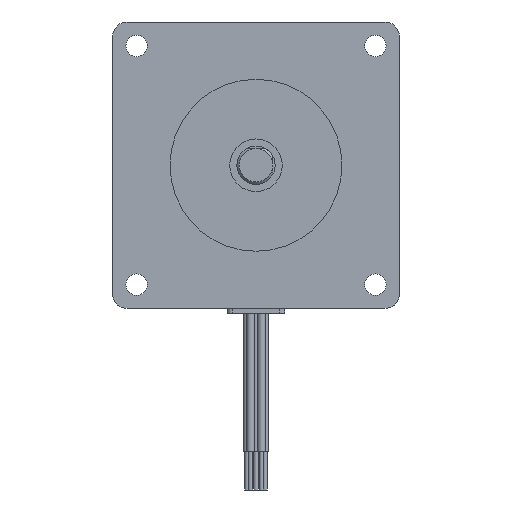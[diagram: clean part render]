
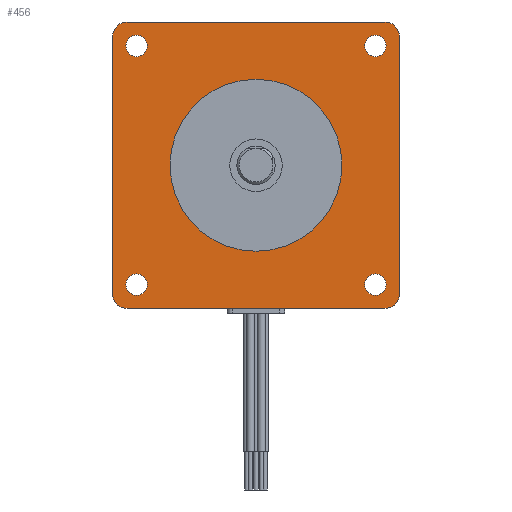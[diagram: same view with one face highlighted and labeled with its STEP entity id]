
A CAD part, front view. The second image highlights one B-rep face of the part: STEP entity #456.
In plain terms, the highlighted planar face has unit normal (0, -1, 0).
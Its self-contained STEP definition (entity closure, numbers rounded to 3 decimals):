
#456 = ADVANCED_FACE( '', ( #1014, #1015, #1016, #1017, #1018, #1019 ), #1020, .F. );
#1014 = FACE_OUTER_BOUND( '', #1737, .T. );
#1015 = FACE_BOUND( '', #1738, .T. );
#1016 = FACE_BOUND( '', #1739, .T. );
#1017 = FACE_BOUND( '', #1740, .T. );
#1018 = FACE_BOUND( '', #1741, .T. );
#1019 = FACE_BOUND( '', #1742, .T. );
#1020 = PLANE( '', #1743 );
#1737 = EDGE_LOOP( '', ( #2790, #2791, #2792, #2793, #2794, #2795, #2796, #2797 ) );
#1738 = EDGE_LOOP( '', ( #2798 ) );
#1739 = EDGE_LOOP( '', ( #2799 ) );
#1740 = EDGE_LOOP( '', ( #2800 ) );
#1741 = EDGE_LOOP( '', ( #2801 ) );
#1742 = EDGE_LOOP( '', ( #2802 ) );
#1743 = AXIS2_PLACEMENT_3D( '', #2803, #2804, #2805 );
#2790 = ORIENTED_EDGE( '', *, *, #4355, .T. );
#2791 = ORIENTED_EDGE( '', *, *, #4356, .F. );
#2792 = ORIENTED_EDGE( '', *, *, #4269, .T. );
#2793 = ORIENTED_EDGE( '', *, *, #4357, .F. );
#2794 = ORIENTED_EDGE( '', *, *, #4358, .T. );
#2795 = ORIENTED_EDGE( '', *, *, #4359, .F. );
#2796 = ORIENTED_EDGE( '', *, *, #4090, .T. );
#2797 = ORIENTED_EDGE( '', *, *, #4316, .F. );
#2798 = ORIENTED_EDGE( '', *, *, #4049, .T. );
#2799 = ORIENTED_EDGE( '', *, *, #4360, .T. );
#2800 = ORIENTED_EDGE( '', *, *, #4361, .T. );
#2801 = ORIENTED_EDGE( '', *, *, #4362, .T. );
#2802 = ORIENTED_EDGE( '', *, *, #4363, .T. );
#2803 = CARTESIAN_POINT( '', ( 0., 0., 0. ) );
#2804 = DIRECTION( '', ( 0., 1., 0. ) );
#2805 = DIRECTION( '', ( 1., 0., 0. ) );
#4049 = EDGE_CURVE( '', #4748, #4748, #4749, .T. );
#4090 = EDGE_CURVE( '', #4822, #4820, #4823, .T. );
#4269 = EDGE_CURVE( '', #5120, #5118, #5121, .T. );
#4316 = EDGE_CURVE( '', #5198, #4820, #5199, .T. );
#4355 = EDGE_CURVE( '', #5198, #5256, #5257, .T. );
#4356 = EDGE_CURVE( '', #5120, #5256, #5258, .T. );
#4357 = EDGE_CURVE( '', #5259, #5118, #5260, .T. );
#4358 = EDGE_CURVE( '', #5259, #5261, #5262, .T. );
#4359 = EDGE_CURVE( '', #4822, #5261, #5263, .T. );
#4360 = EDGE_CURVE( '', #5264, #5264, #5265, .T. );
#4361 = EDGE_CURVE( '', #5266, #5266, #5267, .T. );
#4362 = EDGE_CURVE( '', #5268, #5268, #5269, .T. );
#4363 = EDGE_CURVE( '', #5270, #5270, #5271, .T. );
#4748 = VERTEX_POINT( '', #5771 );
#4749 = CIRCLE( '', #5772, 2.25 );
#4820 = VERTEX_POINT( '', #5855 );
#4822 = VERTEX_POINT( '', #5858 );
#4823 = CIRCLE( '', #5859, 3. );
#5118 = VERTEX_POINT( '', #6266 );
#5120 = VERTEX_POINT( '', #6269 );
#5121 = CIRCLE( '', #6270, 3. );
#5198 = VERTEX_POINT( '', #6363 );
#5199 = LINE( '', #6364, #6365 );
#5256 = VERTEX_POINT( '', #6447 );
#5257 = CIRCLE( '', #6448, 3. );
#5258 = LINE( '', #6449, #6450 );
#5259 = VERTEX_POINT( '', #6451 );
#5260 = LINE( '', #6452, #6453 );
#5261 = VERTEX_POINT( '', #6454 );
#5262 = CIRCLE( '', #6455, 3. );
#5263 = LINE( '', #6456, #6457 );
#5264 = VERTEX_POINT( '', #6458 );
#5265 = CIRCLE( '', #6459, 2.25 );
#5266 = VERTEX_POINT( '', #6460 );
#5267 = CIRCLE( '', #6461, 2.25 );
#5268 = VERTEX_POINT( '', #6462 );
#5269 = CIRCLE( '', #6463, 2.25 );
#5270 = VERTEX_POINT( '', #6464 );
#5271 = CIRCLE( '', #6465, 18. );
#5771 = CARTESIAN_POINT( '', ( 25., 0., -22.75 ) );
#5772 = AXIS2_PLACEMENT_3D( '', #7155, #7156, #7157 );
#5855 = CARTESIAN_POINT( '', ( -30., 0., 27. ) );
#5858 = CARTESIAN_POINT( '', ( -27., 0., 30. ) );
#5859 = AXIS2_PLACEMENT_3D( '', #7225, #7226, #7227 );
#6266 = CARTESIAN_POINT( '', ( 30., 0., -27. ) );
#6269 = CARTESIAN_POINT( '', ( 27., 0., -30. ) );
#6270 = AXIS2_PLACEMENT_3D( '', #7476, #7477, #7478 );
#6363 = CARTESIAN_POINT( '', ( -30., 0., -27. ) );
#6364 = CARTESIAN_POINT( '', ( -30., 0., -30. ) );
#6365 = VECTOR( '', #7552, 1000. );
#6447 = CARTESIAN_POINT( '', ( -27., 0., -30. ) );
#6448 = AXIS2_PLACEMENT_3D( '', #7601, #7602, #7603 );
#6449 = CARTESIAN_POINT( '', ( 30., 0., -30. ) );
#6450 = VECTOR( '', #7604, 1000. );
#6451 = CARTESIAN_POINT( '', ( 30., 0., 27. ) );
#6452 = CARTESIAN_POINT( '', ( 30., 0., 30. ) );
#6453 = VECTOR( '', #7605, 1000. );
#6454 = CARTESIAN_POINT( '', ( 27., 0., 30. ) );
#6455 = AXIS2_PLACEMENT_3D( '', #7606, #7607, #7608 );
#6456 = CARTESIAN_POINT( '', ( -30., 0., 30. ) );
#6457 = VECTOR( '', #7609, 1000. );
#6458 = CARTESIAN_POINT( '', ( -25., 0., -22.75 ) );
#6459 = AXIS2_PLACEMENT_3D( '', #7610, #7611, #7612 );
#6460 = CARTESIAN_POINT( '', ( -25., 0., 27.25 ) );
#6461 = AXIS2_PLACEMENT_3D( '', #7613, #7614, #7615 );
#6462 = CARTESIAN_POINT( '', ( 25., 0., 27.25 ) );
#6463 = AXIS2_PLACEMENT_3D( '', #7616, #7617, #7618 );
#6464 = CARTESIAN_POINT( '', ( 0., 0., 18. ) );
#6465 = AXIS2_PLACEMENT_3D( '', #7619, #7620, #7621 );
#7155 = CARTESIAN_POINT( '', ( 25., 0., -25. ) );
#7156 = DIRECTION( '', ( 0., 1., 0. ) );
#7157 = DIRECTION( '', ( 0., 0., 1. ) );
#7225 = CARTESIAN_POINT( '', ( -27., 0., 27. ) );
#7226 = DIRECTION( '', ( 0., -1., 0. ) );
#7227 = DIRECTION( '', ( 0., 0., 1. ) );
#7476 = CARTESIAN_POINT( '', ( 27., 0., -27. ) );
#7477 = DIRECTION( '', ( 0., -1., 0. ) );
#7478 = DIRECTION( '', ( 0., 0., 1. ) );
#7552 = DIRECTION( '', ( 0., 0., 1. ) );
#7601 = CARTESIAN_POINT( '', ( -27., 0., -27. ) );
#7602 = DIRECTION( '', ( 0., -1., 0. ) );
#7603 = DIRECTION( '', ( 0., 0., 1. ) );
#7604 = DIRECTION( '', ( -1., 0., 0. ) );
#7605 = DIRECTION( '', ( 0., 0., -1. ) );
#7606 = CARTESIAN_POINT( '', ( 27., 0., 27. ) );
#7607 = DIRECTION( '', ( 0., -1., 0. ) );
#7608 = DIRECTION( '', ( 0., 0., 1. ) );
#7609 = DIRECTION( '', ( 1., 0., 0. ) );
#7610 = CARTESIAN_POINT( '', ( -25., 0., -25. ) );
#7611 = DIRECTION( '', ( 0., 1., 0. ) );
#7612 = DIRECTION( '', ( 0., 0., 1. ) );
#7613 = CARTESIAN_POINT( '', ( -25., 0., 25. ) );
#7614 = DIRECTION( '', ( 0., 1., 0. ) );
#7615 = DIRECTION( '', ( 0., 0., 1. ) );
#7616 = CARTESIAN_POINT( '', ( 25., 0., 25. ) );
#7617 = DIRECTION( '', ( 0., 1., 0. ) );
#7618 = DIRECTION( '', ( 0., 0., 1. ) );
#7619 = CARTESIAN_POINT( '', ( 0., 0., 0. ) );
#7620 = DIRECTION( '', ( 0., 1., 0. ) );
#7621 = DIRECTION( '', ( 0., 0., 1. ) );
